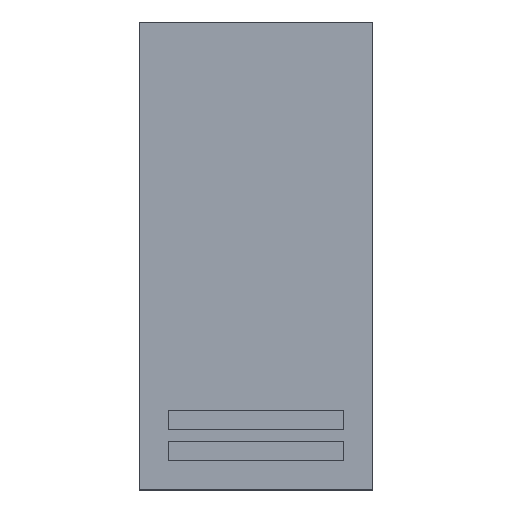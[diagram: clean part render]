
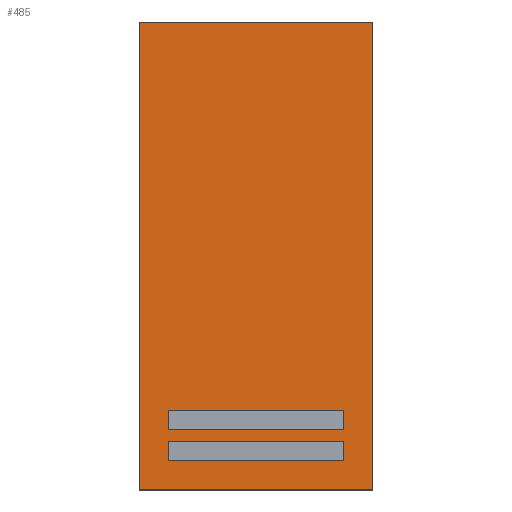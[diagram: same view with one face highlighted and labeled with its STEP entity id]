
A CAD part, top view. The second image highlights one B-rep face of the part: STEP entity #485.
In plain terms, the highlighted planar face has unit normal (0, 0, 1).
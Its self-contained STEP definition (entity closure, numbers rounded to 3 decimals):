
#16=FACE_BOUND('',#70,.T.);
#17=FACE_BOUND('',#71,.T.);
#18=FACE_BOUND('',#72,.T.);
#70=EDGE_LOOP('',(#401,#402,#403,#404));
#71=EDGE_LOOP('',(#405,#406,#407,#408));
#72=EDGE_LOOP('',(#409,#410,#411,#412));
#75=LINE('',#637,#135);
#79=LINE('',#644,#139);
#82=LINE('',#650,#142);
#84=LINE('',#653,#144);
#87=LINE('',#662,#147);
#91=LINE('',#669,#151);
#94=LINE('',#675,#154);
#96=LINE('',#678,#156);
#121=LINE('',#733,#181);
#125=LINE('',#741,#185);
#128=LINE('',#747,#188);
#131=LINE('',#752,#191);
#135=VECTOR('',#521,0.065);
#139=VECTOR('',#527,0.6);
#142=VECTOR('',#532,0.065);
#144=VECTOR('',#536,0.6);
#147=VECTOR('',#543,0.065);
#151=VECTOR('',#549,0.6);
#154=VECTOR('',#554,0.065);
#156=VECTOR('',#558,0.6);
#181=VECTOR('',#607,1.6);
#185=VECTOR('',#613,0.8);
#188=VECTOR('',#618,1.6);
#191=VECTOR('',#623,0.8);
#195=VERTEX_POINT('',#634);
#196=VERTEX_POINT('',#636);
#198=VERTEX_POINT('',#642);
#200=VERTEX_POINT('',#648);
#203=VERTEX_POINT('',#659);
#204=VERTEX_POINT('',#661);
#206=VERTEX_POINT('',#667);
#208=VERTEX_POINT('',#673);
#225=VERTEX_POINT('',#731);
#226=VERTEX_POINT('',#732);
#229=VERTEX_POINT('',#740);
#231=VERTEX_POINT('',#746);
#235=EDGE_CURVE('',#196,#195,#75,.T.);
#239=EDGE_CURVE('',#195,#198,#79,.T.);
#242=EDGE_CURVE('',#198,#200,#82,.T.);
#244=EDGE_CURVE('',#200,#196,#84,.T.);
#247=EDGE_CURVE('',#204,#203,#87,.T.);
#251=EDGE_CURVE('',#203,#206,#91,.T.);
#254=EDGE_CURVE('',#206,#208,#94,.T.);
#256=EDGE_CURVE('',#208,#204,#96,.T.);
#281=EDGE_CURVE('',#225,#226,#121,.T.);
#285=EDGE_CURVE('',#226,#229,#125,.T.);
#288=EDGE_CURVE('',#229,#231,#128,.T.);
#291=EDGE_CURVE('',#231,#225,#131,.T.);
#401=ORIENTED_EDGE('',*,*,#235,.T.);
#402=ORIENTED_EDGE('',*,*,#239,.T.);
#403=ORIENTED_EDGE('',*,*,#242,.T.);
#404=ORIENTED_EDGE('',*,*,#244,.T.);
#405=ORIENTED_EDGE('',*,*,#247,.T.);
#406=ORIENTED_EDGE('',*,*,#251,.T.);
#407=ORIENTED_EDGE('',*,*,#254,.T.);
#408=ORIENTED_EDGE('',*,*,#256,.T.);
#409=ORIENTED_EDGE('',*,*,#281,.F.);
#410=ORIENTED_EDGE('',*,*,#291,.F.);
#411=ORIENTED_EDGE('',*,*,#288,.F.);
#412=ORIENTED_EDGE('',*,*,#285,.F.);
#438=PLANE('',#514);
#485=ADVANCED_FACE('',(#16,#17,#18),#438,.T.);
#514=AXIS2_PLACEMENT_3D('',#755,#627,#628);
#521=DIRECTION('',(0.,1.,0.));
#527=DIRECTION('',(1.,0.,0.));
#532=DIRECTION('',(0.,-1.,0.));
#536=DIRECTION('',(-1.,0.,0.));
#543=DIRECTION('',(0.,1.,0.));
#549=DIRECTION('',(1.,0.,0.));
#554=DIRECTION('',(0.,-1.,0.));
#558=DIRECTION('',(-1.,0.,0.));
#607=DIRECTION('',(0.,1.,0.));
#613=DIRECTION('',(1.,0.,0.));
#618=DIRECTION('',(0.,-1.,0.));
#623=DIRECTION('',(-1.,0.,0.));
#627=DIRECTION('center_axis',(0.,0.,1.));
#628=DIRECTION('ref_axis',(1.,0.,0.));
#634=CARTESIAN_POINT('',(-0.3,-0.53,0.27));
#636=CARTESIAN_POINT('',(-0.3,-0.595,0.27));
#637=CARTESIAN_POINT('',(-0.3,-0.298,0.27));
#642=CARTESIAN_POINT('',(0.3,-0.53,0.27));
#644=CARTESIAN_POINT('',(-0.15,-0.53,0.27));
#648=CARTESIAN_POINT('',(0.3,-0.595,0.27));
#650=CARTESIAN_POINT('',(0.3,-0.265,0.27));
#653=CARTESIAN_POINT('',(0.15,-0.595,0.27));
#659=CARTESIAN_POINT('',(-0.3,-0.635,0.27));
#661=CARTESIAN_POINT('',(-0.3,-0.7,0.27));
#662=CARTESIAN_POINT('',(-0.3,-0.35,0.27));
#667=CARTESIAN_POINT('',(0.3,-0.635,0.27));
#669=CARTESIAN_POINT('',(-0.15,-0.635,0.27));
#673=CARTESIAN_POINT('',(0.3,-0.7,0.27));
#675=CARTESIAN_POINT('',(0.3,-0.318,0.27));
#678=CARTESIAN_POINT('',(0.15,-0.7,0.27));
#731=CARTESIAN_POINT('',(-0.4,-0.8,0.27));
#732=CARTESIAN_POINT('',(-0.4,0.8,0.27));
#733=CARTESIAN_POINT('',(-0.4,0.8,0.27));
#740=CARTESIAN_POINT('',(0.4,0.8,0.27));
#741=CARTESIAN_POINT('',(0.4,0.8,0.27));
#746=CARTESIAN_POINT('',(0.4,-0.8,0.27));
#747=CARTESIAN_POINT('',(0.4,-0.8,0.27));
#752=CARTESIAN_POINT('',(-0.4,-0.8,0.27));
#755=CARTESIAN_POINT('Origin',(0.,0.,
0.27));
